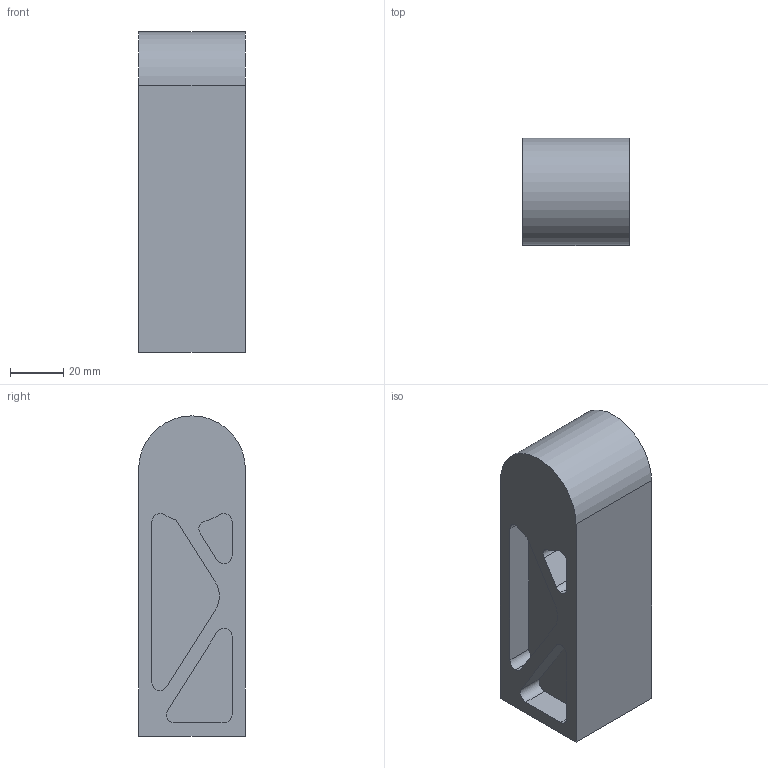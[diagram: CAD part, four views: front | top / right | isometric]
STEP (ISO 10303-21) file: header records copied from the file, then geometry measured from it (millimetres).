
FILE_DESCRIPTION (( 'STEP AP214' ), '1' );
FILE_NAME ('wrist.STEP', '2021-03-16T12:12:40', ( '' ), ( '' ), 'SwSTEP 2.0', 'SolidWorks 2021', '' );
FILE_SCHEMA (( 'AUTOMOTIVE_DESIGN' ));
Length unit declared in the file: millimetre
Products named in the file (1): wrist
Bounding box: 40 x 40 x 120 mm (x, y, z)
Volume: 149261.9 mm3; surface area: 27455.7 mm2
Topology: 1 solids, 1 shells, 56 faces, 144 edges, 96 vertices
Faces by surface type: cylinder 29, plane 27
Entity records: 1760 total; most frequent: DIRECTION 316, CARTESIAN_POINT 297, ORIENTED_EDGE 288, EDGE_CURVE 144, AXIS2_PLACEMENT_3D 115, VERTEX_POINT 96, VECTOR 86, LINE 86
